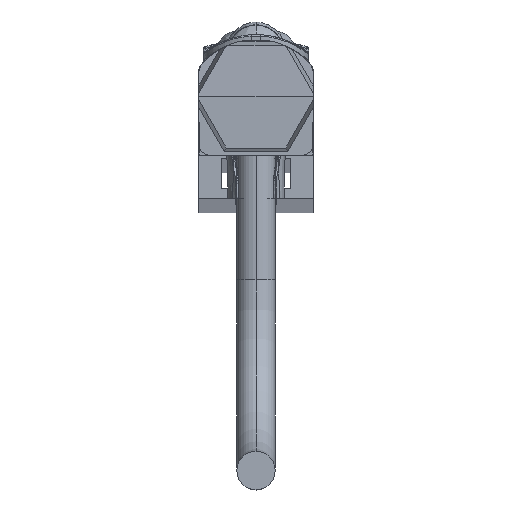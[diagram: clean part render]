
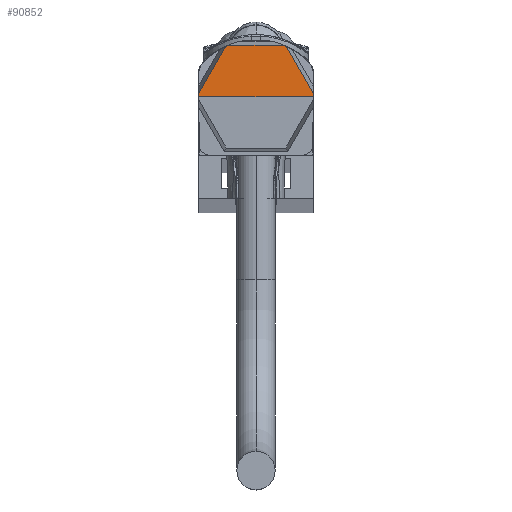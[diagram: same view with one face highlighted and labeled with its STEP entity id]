
A CAD part, top view. The second image highlights one B-rep face of the part: STEP entity #90852.
In plain terms, the highlighted planar face has unit normal (0, 0.018, 1).
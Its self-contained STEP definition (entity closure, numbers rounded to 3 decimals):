
#87737=CARTESIAN_POINT('',(2.928,11.472,15.656));
#87738=CARTESIAN_POINT('',(3.006,11.439,15.657));
#87739=CARTESIAN_POINT('',(3.084,11.404,15.657));
#87740=CARTESIAN_POINT('',(3.161,11.368,15.658));
#87742=DIRECTION('',(-0.497,0.868,-0.015));
#87743=VECTOR('',#87742,5.7);
#87744=CARTESIAN_POINT('',(5.994,6.423,15.744));
#87745=LINE('',#87744,#87743);
#87746=DIRECTION('',(-0.017,1.,-0.017));
#87747=VECTOR('',#87746,0.323);
#87748=CARTESIAN_POINT('',(6.,6.1,15.75));
#87749=LINE('',#87748,#87747);
#87750=DIRECTION('',(1.,0.,0.));
#87751=VECTOR('',#87750,12.);
#87752=CARTESIAN_POINT('',(-6.,6.1,15.75));
#87753=LINE('',#87752,#87751);
#87754=DIRECTION('',(0.017,1.,-0.017));
#87755=VECTOR('',#87754,0.323);
#87756=CARTESIAN_POINT('',(-6.,6.1,15.75));
#87757=LINE('',#87756,#87755);
#87758=DIRECTION('',(-0.497,-0.868,0.015));
#87759=VECTOR('',#87758,5.7);
#87760=CARTESIAN_POINT('',(-3.161,11.368,
15.658));
#87761=LINE('',#87760,#87759);
#87762=CARTESIAN_POINT('',(-3.161,11.368,
15.658));
#87763=CARTESIAN_POINT('',(-3.084,11.404,
15.657));
#87764=CARTESIAN_POINT('',(-3.006,11.439,
15.657));
#87765=CARTESIAN_POINT('',(-2.927,11.472,
15.656));
#87767=DIRECTION('',(-1.,0.,0.));
#87768=VECTOR('',#87767,5.855);
#87769=CARTESIAN_POINT('',(2.928,11.472,15.656));
#87770=LINE('',#87769,#87768);
#87771=CARTESIAN_POINT('',(3.161,11.368,15.658));
#87816=CARTESIAN_POINT('',(2.928,11.472,15.656));
#87822=CARTESIAN_POINT('',(-2.927,11.472,
15.656));
#87828=CARTESIAN_POINT('',(-3.161,11.368,
15.658));
#88038=CARTESIAN_POINT('',(-6.,6.1,15.75));
#88039=VERTEX_POINT('',#88038);
#88040=CARTESIAN_POINT('',(6.,6.1,15.75));
#88041=VERTEX_POINT('',#88040);
#88050=VERTEX_POINT('',#87771);
#88053=CARTESIAN_POINT('',(5.994,6.423,15.744));
#88055=VERTEX_POINT('',#88053);
#88056=VERTEX_POINT('',#87828);
#88059=CARTESIAN_POINT('',(-5.994,6.423,
15.744));
#88061=VERTEX_POINT('',#88059);
#88066=VERTEX_POINT('',#87816);
#88068=VERTEX_POINT('',#87822);
#90831=CARTESIAN_POINT('',(-6.64,6.1,15.75));
#90832=DIRECTION('',(0.,0.017,1.));
#90833=DIRECTION('',(1.,0.,0.));
#90834=AXIS2_PLACEMENT_3D('',#90831,#90832,#90833);
#90835=PLANE('',#90834);
#90836=ORIENTED_EDGE('',*,*,#88271,.T.);
#90838=ORIENTED_EDGE('',*,*,#90837,.F.);
#90840=ORIENTED_EDGE('',*,*,#90839,.F.);
#90841=ORIENTED_EDGE('',*,*,#90819,.F.);
#90843=ORIENTED_EDGE('',*,*,#90842,.T.);
#90845=ORIENTED_EDGE('',*,*,#90844,.F.);
#90847=ORIENTED_EDGE('',*,*,#90846,.T.);
#90849=ORIENTED_EDGE('',*,*,#90848,.F.);
#90850=EDGE_LOOP('',(#90836,#90838,#90840,#90841,#90843,#90845,#90847,#90849));
#90851=FACE_OUTER_BOUND('',#90850,.F.);
#90852=ADVANCED_FACE('',(#90851),#90835,.T.);
#87741=B_SPLINE_CURVE_WITH_KNOTS('',3,(#87737,#87738,#87739,#87740),
.UNSPECIFIED.,.F.,.F.,(4,4),(0.,1.),.UNSPECIFIED.);
#87766=B_SPLINE_CURVE_WITH_KNOTS('',3,(#87762,#87763,#87764,#87765),
.UNSPECIFIED.,.F.,.F.,(4,4),(0.,1.),.UNSPECIFIED.);
#88271=EDGE_CURVE('',#88066,#88050,#87741,.T.);
#90819=EDGE_CURVE('',#88039,#88041,#87753,.T.);
#90837=EDGE_CURVE('',#88055,#88050,#87745,.T.);
#90839=EDGE_CURVE('',#88041,#88055,#87749,.T.);
#90842=EDGE_CURVE('',#88039,#88061,#87757,.T.);
#90844=EDGE_CURVE('',#88056,#88061,#87761,.T.);
#90846=EDGE_CURVE('',#88056,#88068,#87766,.T.);
#90848=EDGE_CURVE('',#88066,#88068,#87770,.T.);
